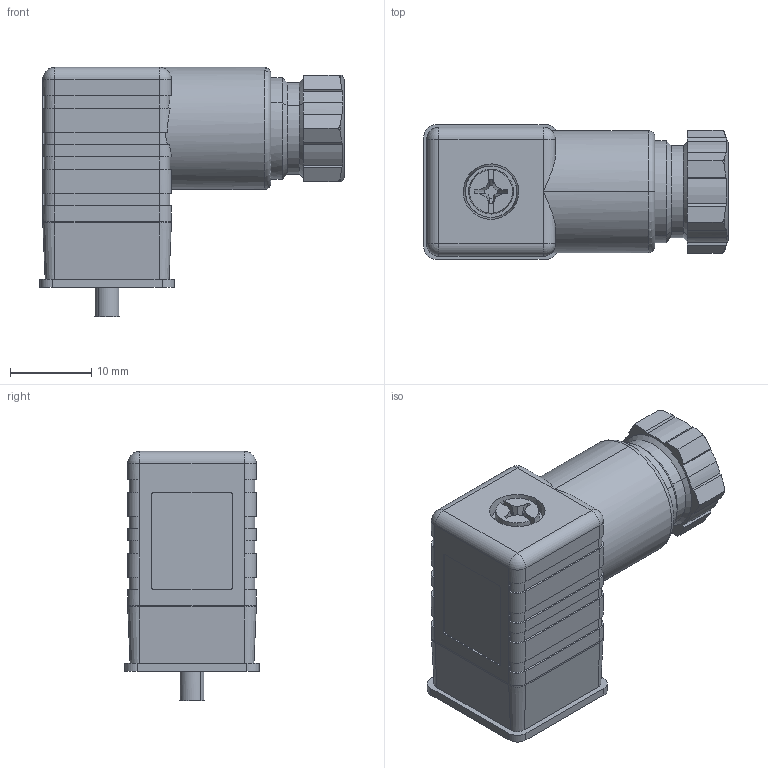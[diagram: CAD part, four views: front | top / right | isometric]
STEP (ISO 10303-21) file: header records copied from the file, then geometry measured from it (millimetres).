
FILE_DESCRIPTION(('CATIA V5 STEP Exchange','CAx-IF Rec.Pracs.--- Model Styling and Organization---1.5--- 2016-08-15','CAx-IF Rec.Pracs.---Supplemental Geometry---1.0---2011-11-01','CAx-IF Rec.Pracs.--- Composite Materials ---1.1---2010-07-15'),'2;1');
FILE_NAME ('024708-3_1', '2025-02-06T11:36:47+00:00', ('none'), ('Weidmueller'), 'CATIA Version 5-6 Release 2022 SP4 HF5', 'CATIA V5 STEP AP214 v3', 'none');
FILE_SCHEMA(('AUTOMOTIVE_DESIGN { 1 0 10303 214 1 1 1 1 }'));
Length unit declared in the file: millimetre
Products named in the file (1): 1873210000
Bounding box: 37.35 x 16.5 x 30.61 mm (x, y, z)
Volume: 9129.4 mm3; surface area: 5359.8 mm2
Topology: 1 solids, 2 shells, 770 faces, 2054 edges, 1352 vertices
Faces by surface type: plane 440, extrusion 176, cylinder 114, cone 20, torus 12, bspline 4, sphere 4
Entity records: 26989 total; most frequent: CARTESIAN_POINT 8079, ORIENTED_EDGE 4100, DIRECTION 2899, EDGE_CURVE 2050, VECTOR 1523, VERTEX_POINT 1352, LINE 1347, EDGE_LOOP 840
